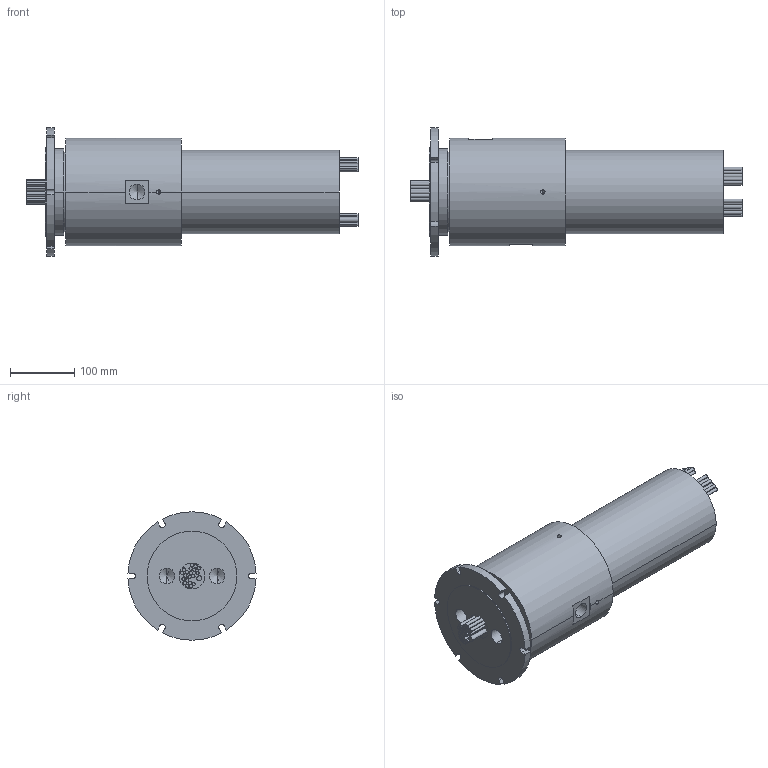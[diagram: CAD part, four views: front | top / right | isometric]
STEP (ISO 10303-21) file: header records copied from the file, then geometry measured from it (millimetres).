
FILE_DESCRIPTION (( 'STEP AP214' ), '1' );
FILE_NAME ('RX00907001.STEP', '2020-09-12T06:52:20', ( 'admin321' ), ( '' ), 'SwSTEP 2.0', 'SolidWorks 2014', '' );
FILE_SCHEMA (( 'AUTOMOTIVE_DESIGN' ));
Length unit declared in the file: millimetre
Products named in the file (1): RX00907001
Bounding box: 517.4 x 199.8 x 200 mm (x, y, z)
Volume: 7849128.7 mm3; surface area: 333855.6 mm2
Topology: 22 solids, 22 shells, 274 faces, 579 edges, 371 vertices
Faces by surface type: cylinder 146, plane 110, cone 18
Entity records: 7986 total; most frequent: CARTESIAN_POINT 1467, DIRECTION 1395, ORIENTED_EDGE 1122, AXIS2_PLACEMENT_3D 571, EDGE_CURVE 561, VERTEX_POINT 371, EDGE_LOOP 314, CIRCLE 296
